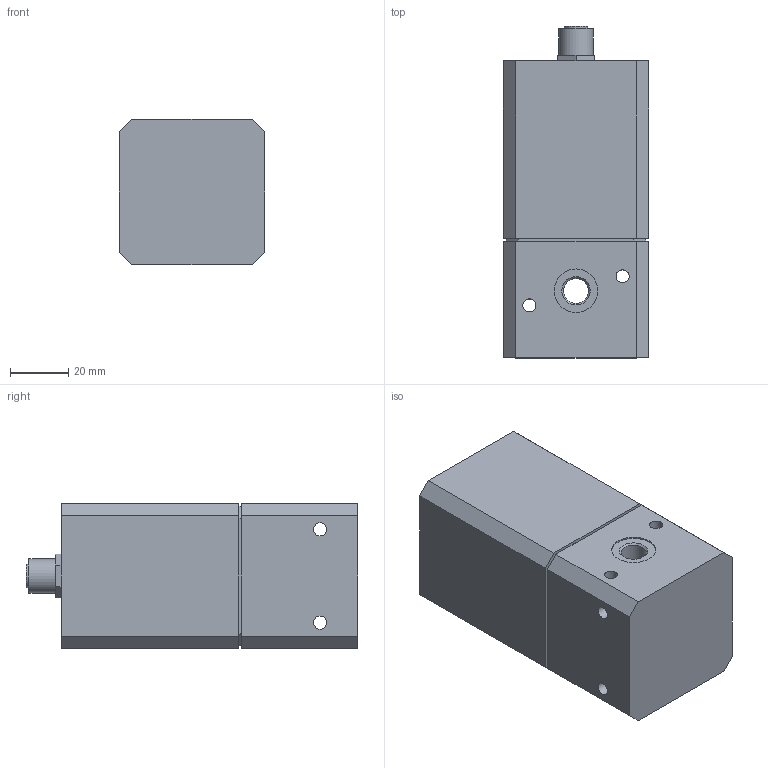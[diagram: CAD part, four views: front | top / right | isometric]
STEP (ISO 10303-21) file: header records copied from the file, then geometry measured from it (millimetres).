
FILE_DESCRIPTION(/* description */ ('STEP AP214'),/* implementation_level */ '2;1');
FILE_NAME(/* name */ '539639_VPPE-3-1_8-6-010',/* time_stamp */ '2024-09-11T11:05:13+02:00',/* author */ ('License CC BY-ND 4.0'),/* organization */ ('CADENAS'),/* preprocessor_version */ 'ST-DEVELOPER v19.3',/* originating_system */ 'PARTsolutions',/* authorisation */ ' ');
FILE_SCHEMA (('AUTOMOTIVE_DESIGN {1 0 10303 214 3 1 1}'));
Length unit declared in the file: millimetre
Products named in the file (1): 539639 VPPE-3-1/8-6-010
Bounding box: 50 x 114 x 50 mm (x, y, z)
Volume: 246220.1 mm3; surface area: 29358.4 mm2
Topology: 1 solids, 1 shells, 50 faces, 125 edges, 84 vertices
Faces by surface type: plane 39, cylinder 9, cone 2
Full cylindrical faces by diameter (mm): 4.5 x4, 8 x1, 8.566 x1, 10 x1, 12 x1, 15 x1
Entity records: 1444 total; most frequent: CARTESIAN_POINT 241, DIRECTION 232, ORIENTED_EDGE 220, EDGE_CURVE 110, LINE 90, VECTOR 90, VERTEX_POINT 80, EDGE_LOOP 78
